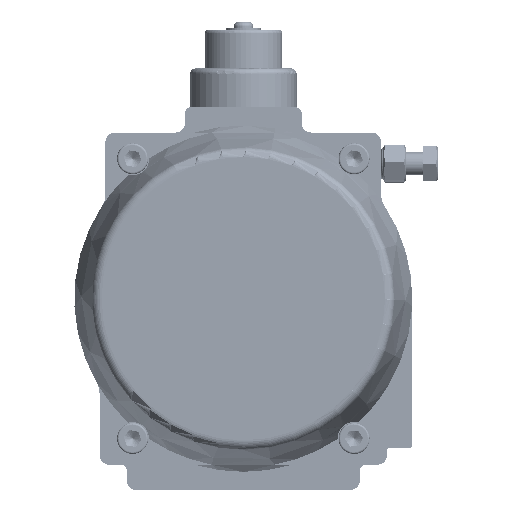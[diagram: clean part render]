
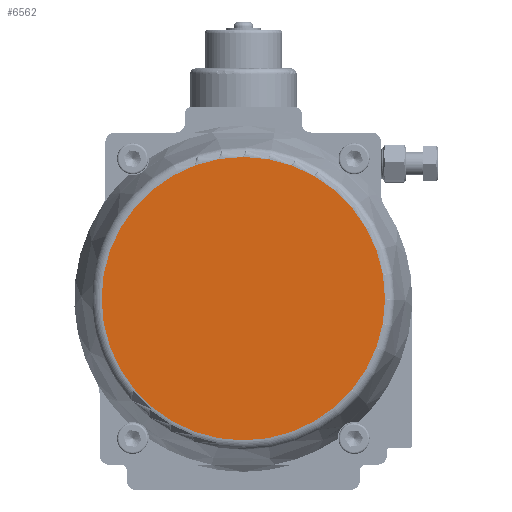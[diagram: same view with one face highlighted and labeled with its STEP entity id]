
A CAD part, front view. The second image highlights one B-rep face of the part: STEP entity #6562.
In plain terms, the highlighted planar face has unit normal (0, -1, 0).
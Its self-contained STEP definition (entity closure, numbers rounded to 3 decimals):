
#4512=FACE_OUTER_BOUND('',#9244,.T.);
#6562=ADVANCED_FACE('',(#4512),#7712,.T.);
#7712=PLANE('',#23519);
#9244=EDGE_LOOP('',(#11323));
#11323=ORIENTED_EDGE('',*,*,#19296,.T.);
#17061=VERTEX_POINT('',#38849);
#19296=EDGE_CURVE('',#17061,#17061,#22197,.T.);
#22197=CIRCLE('',#23518,72.956);
#23518=AXIS2_PLACEMENT_3D('',#38848,#26526,#26527);
#23519=AXIS2_PLACEMENT_3D('',#38850,#26528,#26529);
#26526=DIRECTION('',(0.,-1.,0.));
#26527=DIRECTION('',(0.,0.,-1.));
#26528=DIRECTION('',(0.,-1.,0.));
#26529=DIRECTION('',(0.,0.,-1.));
#38848=CARTESIAN_POINT('',(0.,-64.8,0.));
#38849=CARTESIAN_POINT('',(0.,-64.8,-72.956));
#38850=CARTESIAN_POINT('',(0.,-64.8,0.));
